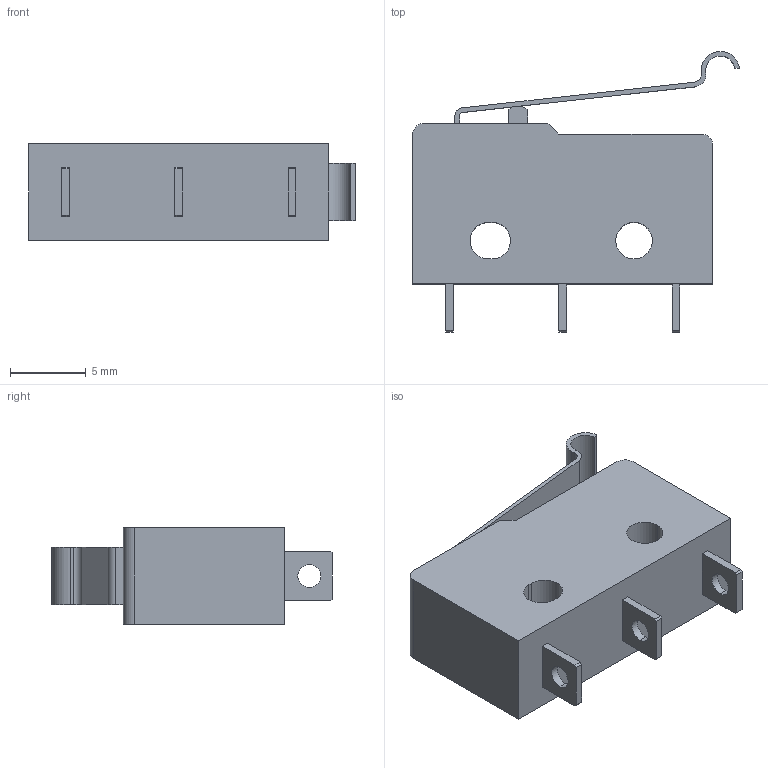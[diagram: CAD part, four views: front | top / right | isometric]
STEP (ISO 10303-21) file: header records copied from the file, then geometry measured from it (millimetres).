
FILE_DESCRIPTION (( 'STEP AP203' ), '1' );
FILE_NAME ('Micro Limit Switch.step', '2015-07-29T19:36:23', ( '' ), ( '' ), 'SwSTEP 2.0', 'SolidWorks 2014', '' );
FILE_SCHEMA (( 'CONFIG_CONTROL_DESIGN' ));
Length unit declared in the file: inch
Products named in the file (1): Micro Limit Switch
Bounding box: 21.59 x 18.56 x 6.35 mm (x, y, z)
Volume: 1267 mm3; surface area: 1113.8 mm2
Topology: 1 solids, 1 shells, 65 faces, 177 edges, 118 vertices
Faces by surface type: plane 42, cylinder 23
Entity records: 2160 total; most frequent: CARTESIAN_POINT 361, DIRECTION 355, ORIENTED_EDGE 354, EDGE_CURVE 177, LINE 131, VECTOR 131, VERTEX_POINT 118, AXIS2_PLACEMENT_3D 112
